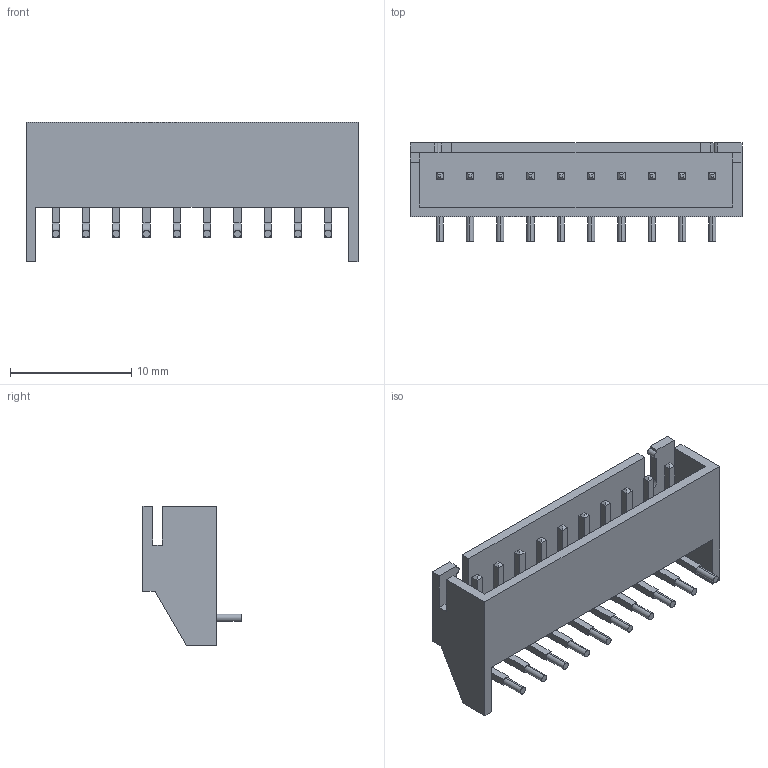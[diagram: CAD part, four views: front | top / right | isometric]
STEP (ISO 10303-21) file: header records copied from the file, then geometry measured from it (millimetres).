
FILE_DESCRIPTION (( 'STEP AP214' ), '1' );
FILE_NAME ('E7528D14-B497-4978-8A6B-3C10AAF78C06.STEP', '2008-12-26T20:21:22', ( 'sysAdmin' ), ( 'SolidWorks' ), 'SwSTEP 2.0', 'SolidWorks 2009', '' );
FILE_SCHEMA (( 'AUTOMOTIVE_DESIGN' ));
Length unit declared in the file: millimetre
Products named in the file (1): E7528D14-B497-4978-8A6B-3C10AAF78C06
Bounding box: 27.4 x 8.1 x 11.5 mm (x, y, z)
Volume: 510.7 mm3; surface area: 1552.3 mm2
Topology: 1 solids, 1 shells, 276 faces, 662 edges, 408 vertices
Faces by surface type: plane 232, cylinder 44
Entity records: 7958 total; most frequent: CARTESIAN_POINT 1347, ORIENTED_EDGE 1324, DIRECTION 1324, EDGE_CURVE 662, VECTOR 554, LINE 554, VERTEX_POINT 408, AXIS2_PLACEMENT_3D 385
